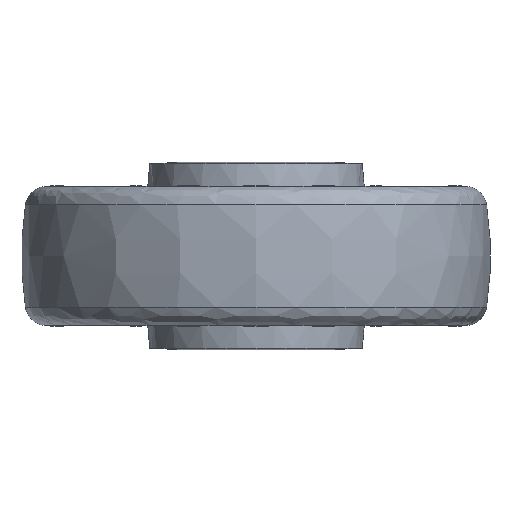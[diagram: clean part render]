
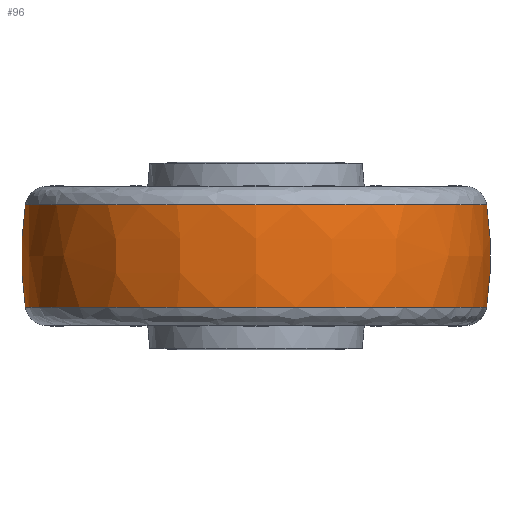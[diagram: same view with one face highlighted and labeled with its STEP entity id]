
A CAD part, front view. The second image highlights one B-rep face of the part: STEP entity #96.
In plain terms, the highlighted free-form (B-spline) face has degree [3, 3] with [4, 4] control points.
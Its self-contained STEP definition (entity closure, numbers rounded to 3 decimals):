
#80 = DIRECTION ( 'NONE',  ( 0., 0., -1. ) ) ;
#96 = ADVANCED_FACE ( 'NONE', ( #3340 ), #3990, .T. ) ;
#116 = CIRCLE ( 'NONE', #1499, 110. ) ;
#240 = DIRECTION ( 'NONE',  ( -1., 0., 0. ) ) ;
#344 = CIRCLE ( 'NONE', #3861, 73.781 ) ;
#349 = ORIENTED_EDGE ( 'NONE', *, *, #2083, .T. ) ;
#498 = VERTEX_POINT ( 'NONE', #3755 ) ;
#513 = CARTESIAN_POINT ( 'NONE',  ( -69.185, 0., 16.328 ) ) ;
#537 = CARTESIAN_POINT ( 'NONE',  ( -69.185, -147.563, 16.328 ) ) ;
#603 = CARTESIAN_POINT ( 'NONE',  ( -70.813, -150.818, -5.483 ) ) ;
#689 = DIRECTION ( 'NONE',  ( -1., 0., 0. ) ) ;
#889 = CARTESIAN_POINT ( 'NONE',  ( 4.596, 0., -16.328 ) ) ;
#928 = DIRECTION ( 'NONE',  ( 0., 1., 0. ) ) ;
#1141 = EDGE_CURVE ( 'NONE', #1378, #2770, #344, .T. ) ;
#1244 = CARTESIAN_POINT ( 'NONE',  ( 80.006, -150.818, 5.483 ) ) ;
#1266 = EDGE_CURVE ( 'NONE', #2380, #1378, #1367, .T. ) ;
#1367 = CIRCLE ( 'NONE', #3842, 110. ) ;
#1378 = VERTEX_POINT ( 'NONE', #1672 ) ;
#1390 = CARTESIAN_POINT ( 'NONE',  ( -69.185, -147.563, -16.328 ) ) ;
#1440 = CARTESIAN_POINT ( 'NONE',  ( 80.006, -150.818, -5.483 ) ) ;
#1499 = AXIS2_PLACEMENT_3D ( 'NONE', #1580, #928, #4248 ) ;
#1580 = CARTESIAN_POINT ( 'NONE',  ( 39.596, 0., 0. ) ) ;
#1672 = CARTESIAN_POINT ( 'NONE',  ( 78.378, 0., 16.328 ) ) ;
#1762 = CARTESIAN_POINT ( 'NONE',  ( 78.378, -147.563, -16.328 ) ) ;
#2083 = EDGE_CURVE ( 'NONE', #498, #2380, #4239, .T. ) ;
#2191 = CARTESIAN_POINT ( 'NONE',  ( 78.378, 0., -16.328 ) ) ;
#2207 = ORIENTED_EDGE ( 'NONE', *, *, #1266, .T. ) ;
#2269 = DIRECTION ( 'NONE',  ( 0., -1., 0. ) ) ;
#2274 = EDGE_LOOP ( 'NONE', ( #349, #2207, #3729, #4025 ) ) ;
#2380 = VERTEX_POINT ( 'NONE', #2191 ) ;
#2656 = CARTESIAN_POINT ( 'NONE',  ( 4.596, 0., 16.328 ) ) ;
#2699 = CARTESIAN_POINT ( 'NONE',  ( 80.006, 0., -5.483 ) ) ;
#2770 = VERTEX_POINT ( 'NONE', #3078 ) ;
#2841 = CARTESIAN_POINT ( 'NONE',  ( -70.813, -150.818, 5.483 ) ) ;
#2855 = DIRECTION ( 'NONE',  ( 0., 0., 1. ) ) ;
#2902 = DIRECTION ( 'NONE',  ( 1., 0., 0. ) ) ;
#2967 = EDGE_CURVE ( 'NONE', #498, #2770, #116, .T. ) ;
#3063 = CARTESIAN_POINT ( 'NONE',  ( -69.185, 0., -16.328 ) ) ;
#3078 = CARTESIAN_POINT ( 'NONE',  ( -69.185, 0., 16.328 ) ) ;
#3224 = CARTESIAN_POINT ( 'NONE',  ( -30.404, 0., 0. ) ) ;
#3340 = FACE_OUTER_BOUND ( 'NONE', #2274, .T. ) ;
#3449 = CARTESIAN_POINT ( 'NONE',  ( 80.006, 0., 5.483 ) ) ;
#3470 = CARTESIAN_POINT ( 'NONE',  ( 78.378, -147.563, 16.328 ) ) ;
#3540 = CARTESIAN_POINT ( 'NONE',  ( -70.813, 0., -5.483 ) ) ;
#3729 = ORIENTED_EDGE ( 'NONE', *, *, #1141, .T. ) ;
#3738 = CARTESIAN_POINT ( 'NONE',  ( 78.378, 0., -16.328 ) ) ;
#3755 = CARTESIAN_POINT ( 'NONE',  ( -69.185, 0., -16.328 ) ) ;
#3810 = CARTESIAN_POINT ( 'NONE',  ( 78.378, 0., 16.328 ) ) ;
#3842 = AXIS2_PLACEMENT_3D ( 'NONE', #3224, #2269, #2902 ) ;
#3861 = AXIS2_PLACEMENT_3D ( 'NONE', #2656, #80, #689 ) ;
#3875 = CARTESIAN_POINT ( 'NONE',  ( -70.813, 0., 5.483 ) ) ;
#3990 =( BOUNDED_SURFACE ( )  B_SPLINE_SURFACE ( 3, 3, ( 
 ( #3738, #1762, #1390, #3063 ),
 ( #2699, #1440, #603, #3540 ),
 ( #3449, #1244, #2841, #3875 ),
 ( #3810, #3470, #537, #513 ) ),
 .UNSPECIFIED., .F., .F., .F. ) 
 B_SPLINE_SURFACE_WITH_KNOTS ( ( 4, 4 ),
 ( 4, 4 ),
 ( 0., 1. ),
 ( 0., 1. ),
 .UNSPECIFIED. ) 
 GEOMETRIC_REPRESENTATION_ITEM ( )  RATIONAL_B_SPLINE_SURFACE ( (
 ( 1., 0.333, 0.333, 1.),
 ( 0.993, 0.331, 0.331, 0.993),
 ( 0.993, 0.331, 0.331, 0.993),
 ( 1., 0.333, 0.333, 1.) ) ) 
 REPRESENTATION_ITEM ( '' )  SURFACE ( )  );
#4025 = ORIENTED_EDGE ( 'NONE', *, *, #2967, .F. ) ;
#4235 = AXIS2_PLACEMENT_3D ( 'NONE', #889, #2855, #240 ) ;
#4239 = CIRCLE ( 'NONE', #4235, 73.781 ) ;
#4248 = DIRECTION ( 'NONE',  ( -1., 0., 0. ) ) ;
